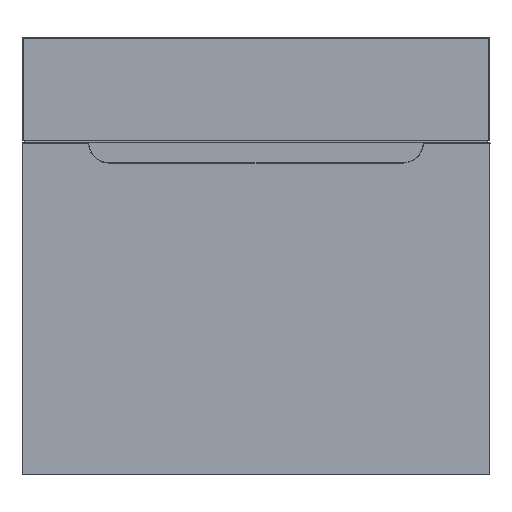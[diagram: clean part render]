
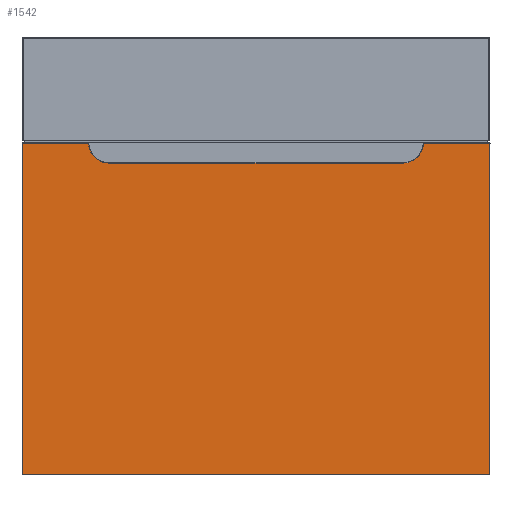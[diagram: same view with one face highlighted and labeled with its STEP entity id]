
A CAD part, front view. The second image highlights one B-rep face of the part: STEP entity #1542.
In plain terms, the highlighted face is planar.
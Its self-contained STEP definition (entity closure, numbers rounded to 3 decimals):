
#284=(
BOUNDED_CURVE()
B_SPLINE_CURVE(2,(#18643,#18644,#18645),.UNSPECIFIED.,.F.,.F.)
B_SPLINE_CURVE_WITH_KNOTS((3,3),(-47.409,0.),.UNSPECIFIED.)
CURVE()
GEOMETRIC_REPRESENTATION_ITEM()
RATIONAL_B_SPLINE_CURVE((1.,0.713,1.))
REPRESENTATION_ITEM('')
);
#285=(
BOUNDED_CURVE()
B_SPLINE_CURVE(2,(#18648,#18649,#18650),.UNSPECIFIED.,.F.,.F.)
B_SPLINE_CURVE_WITH_KNOTS((3,3),(-47.409,0.),.UNSPECIFIED.)
CURVE()
GEOMETRIC_REPRESENTATION_ITEM()
RATIONAL_B_SPLINE_CURVE((1.,0.713,1.))
REPRESENTATION_ITEM('')
);
#1542=ADVANCED_FACE('',(#2455),#13268,.T.);
#2455=FACE_OUTER_BOUND('',#3370,.T.);
#3370=EDGE_LOOP('',(#4664,#4665,#4666,#4667,#4668,#4669,#4670,#4671));
#4664=ORIENTED_EDGE('',*,*,#8728,.F.);
#4665=ORIENTED_EDGE('',*,*,#8736,.T.);
#4666=ORIENTED_EDGE('',*,*,#8735,.T.);
#4667=ORIENTED_EDGE('',*,*,#8734,.T.);
#4668=ORIENTED_EDGE('',*,*,#8733,.T.);
#4669=ORIENTED_EDGE('',*,*,#8732,.T.);
#4670=ORIENTED_EDGE('',*,*,#8731,.T.);
#4671=ORIENTED_EDGE('',*,*,#8711,.F.);
#8711=EDGE_CURVE('',#12043,#12047,#10781,.T.);
#8728=EDGE_CURVE('',#12059,#12043,#10796,.T.);
#8731=EDGE_CURVE('',#12060,#12047,#284,.T.);
#8732=EDGE_CURVE('',#12061,#12060,#10797,.T.);
#8733=EDGE_CURVE('',#12062,#12061,#285,.T.);
#8734=EDGE_CURVE('',#12063,#12062,#10798,.T.);
#8735=EDGE_CURVE('',#12064,#12063,#10799,.T.);
#8736=EDGE_CURVE('',#12059,#12064,#10800,.T.);
#10781=B_SPLINE_CURVE_WITH_KNOTS('',1,(#18590,#18591),.UNSPECIFIED.,.F.,
 .F.,(2,2),(-99.004,0.),.UNSPECIFIED.);
#10796=B_SPLINE_CURVE_WITH_KNOTS('',1,(#18635,#18636),.UNSPECIFIED.,.F.,
 .F.,(2,2),(-496.,0.),.UNSPECIFIED.);
#10797=B_SPLINE_CURVE_WITH_KNOTS('',1,(#18646,#18647),.UNSPECIFIED.,.F.,
 .F.,(2,2),(-440.,0.),.UNSPECIFIED.);
#10798=B_SPLINE_CURVE_WITH_KNOTS('',1,(#18651,#18652),.UNSPECIFIED.,.F.,
 .F.,(2,2),(-99.004,0.),.UNSPECIFIED.);
#10799=B_SPLINE_CURVE_WITH_KNOTS('',1,(#18653,#18654),.UNSPECIFIED.,.F.,
 .F.,(2,2),(-496.,0.),.UNSPECIFIED.);
#10800=B_SPLINE_CURVE_WITH_KNOTS('',1,(#18655,#18656),.UNSPECIFIED.,.F.,
 .F.,(2,2),(-699.,0.),.UNSPECIFIED.);
#12043=VERTEX_POINT('',#18530);
#12047=VERTEX_POINT('',#18534);
#12059=VERTEX_POINT('',#18546);
#12060=VERTEX_POINT('',#18547);
#12061=VERTEX_POINT('',#18548);
#12062=VERTEX_POINT('',#18549);
#12063=VERTEX_POINT('',#18550);
#12064=VERTEX_POINT('',#18551);
#13268=PLANE('',#14249);
#14249=AXIS2_PLACEMENT_3D('',#17331,#14894,$);
#14894=DIRECTION('',(0.,0.,1.));
#17331=CARTESIAN_POINT('',(-420.526,-298.726,18.));
#18530=CARTESIAN_POINT('',(-349.5,248.,18.));
#18534=CARTESIAN_POINT('',(-250.496,248.,18.));
#18546=CARTESIAN_POINT('',(-349.5,-248.,18.));
#18547=CARTESIAN_POINT('',(-220.,218.,18.));
#18548=CARTESIAN_POINT('',(220.,218.,18.));
#18549=CARTESIAN_POINT('',(250.496,248.,18.));
#18550=CARTESIAN_POINT('',(349.5,248.,18.));
#18551=CARTESIAN_POINT('',(349.5,-248.,18.));
#18590=CARTESIAN_POINT('',(-349.5,248.,18.));
#18591=CARTESIAN_POINT('',(-250.496,248.,18.));
#18635=CARTESIAN_POINT('',(-349.5,-248.,18.));
#18636=CARTESIAN_POINT('',(-349.5,248.,18.));
#18643=CARTESIAN_POINT('',(-220.,218.,18.));
#18644=CARTESIAN_POINT('',(-250.004,218.,18.));
#18645=CARTESIAN_POINT('',(-250.496,248.,18.));
#18646=CARTESIAN_POINT('',(220.,218.,18.));
#18647=CARTESIAN_POINT('',(-220.,218.,18.));
#18648=CARTESIAN_POINT('',(250.496,248.,18.));
#18649=CARTESIAN_POINT('',(250.004,218.,18.));
#18650=CARTESIAN_POINT('',(220.,218.,18.));
#18651=CARTESIAN_POINT('',(349.5,248.,18.));
#18652=CARTESIAN_POINT('',(250.496,248.,18.));
#18653=CARTESIAN_POINT('',(349.5,-248.,18.));
#18654=CARTESIAN_POINT('',(349.5,248.,18.));
#18655=CARTESIAN_POINT('',(-349.5,-248.,18.));
#18656=CARTESIAN_POINT('',(349.5,-248.,18.));
